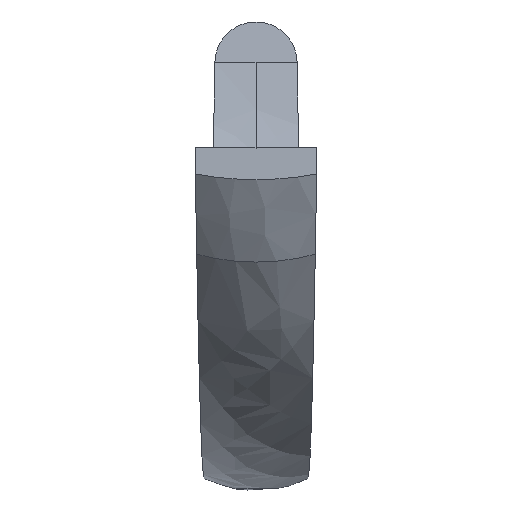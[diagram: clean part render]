
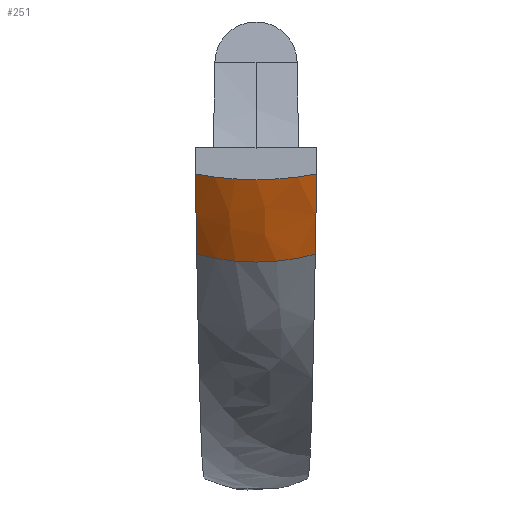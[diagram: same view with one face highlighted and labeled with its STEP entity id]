
A CAD part, top view. The second image highlights one B-rep face of the part: STEP entity #251.
In plain terms, the highlighted free-form (B-spline) face has degree [3, 3] with [5, 4] control points.
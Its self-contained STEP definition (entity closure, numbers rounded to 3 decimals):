
#24=B_SPLINE_SURFACE_WITH_KNOTS('',3,3,((#1328,#1329,#1330,#1331),(#1332,
#1333,#1334,#1335),(#1336,#1337,#1338,#1339),(#1340,#1341,#1342,#1343),
(#1344,#1345,#1346,#1347)),.UNSPECIFIED.,.F.,.F.,.F.,(4,1,4),(4,4),(-0.006,
0.409,0.964),(0.,0.182),
 .UNSPECIFIED.);
#38=B_SPLINE_CURVE_WITH_KNOTS('',3,(#1314,#1315,#1316,#1317,#1318,#1319,
#1320,#1321,#1322,#1323,#1324,#1325,#1326),.UNSPECIFIED.,.F.,.F.,(4,3,3,
3,4),(0.,0.121,0.173,0.294,0.346),
 .UNSPECIFIED.);
#39=B_SPLINE_CURVE_WITH_KNOTS('',3,(#1349,#1350,#1351,#1352,#1353,#1354,
#1355,#1356,#1357,#1358,#1359,#1360,#1361),.UNSPECIFIED.,.F.,.F.,(4,3,3,
3,4),(-0.346,-0.225,-0.173,-0.052,
0.),.UNSPECIFIED.);
#84=FACE_OUTER_BOUND('',#100,.T.);
#100=EDGE_LOOP('',(#220,#221,#222,#223));
#110=CIRCLE('',#284,4.884);
#111=CIRCLE('',#285,4.937);
#124=VERTEX_POINT('',#536);
#126=VERTEX_POINT('',#872);
#131=VERTEX_POINT('',#1313);
#132=VERTEX_POINT('',#1348);
#153=EDGE_CURVE('',#124,#126,#110,.T.);
#162=EDGE_CURVE('',#131,#124,#38,.T.);
#164=EDGE_CURVE('',#132,#126,#39,.T.);
#165=EDGE_CURVE('',#132,#131,#111,.T.);
#220=ORIENTED_EDGE('',*,*,#153,.T.);
#221=ORIENTED_EDGE('',*,*,#164,.F.);
#222=ORIENTED_EDGE('',*,*,#165,.T.);
#223=ORIENTED_EDGE('',*,*,#162,.T.);
#251=ADVANCED_FACE('',(#84),#24,.T.);
#284=AXIS2_PLACEMENT_3D('',#1003,#314,#315);
#285=AXIS2_PLACEMENT_3D('',#1362,#321,#322);
#314=DIRECTION('center_axis',(0.,0.84,0.543));
#315=DIRECTION('ref_axis',(0.461,-0.482,0.745));
#321=DIRECTION('center_axis',(0.,-0.924,-0.382));
#322=DIRECTION('ref_axis',(0.461,-0.339,0.82));
#536=CARTESIAN_POINT('',(-2.25,13.851,-13.697));
#872=CARTESIAN_POINT('',(2.25,13.851,-13.697));
#1003=CARTESIAN_POINT('Origin',(0.,16.207,-17.337));
#1313=CARTESIAN_POINT('',(-2.302,16.898,-12.062));
#1314=CARTESIAN_POINT('Ctrl Pts',(-2.302,16.898,-12.062));
#1315=CARTESIAN_POINT('Ctrl Pts',(-2.296,16.526,-12.22));
#1316=CARTESIAN_POINT('Ctrl Pts',(-2.29,16.16,-12.39));
#1317=CARTESIAN_POINT('Ctrl Pts',(-2.284,15.799,-12.571));
#1318=CARTESIAN_POINT('Ctrl Pts',(-2.281,15.644,-12.649));
#1319=CARTESIAN_POINT('Ctrl Pts',(-2.279,15.49,-12.728));
#1320=CARTESIAN_POINT('Ctrl Pts',(-2.276,15.337,-12.81));
#1321=CARTESIAN_POINT('Ctrl Pts',(-2.27,14.982,-13.001));
#1322=CARTESIAN_POINT('Ctrl Pts',(-2.264,14.632,-13.203));
#1323=CARTESIAN_POINT('Ctrl Pts',(-2.258,14.29,-13.416));
#1324=CARTESIAN_POINT('Ctrl Pts',(-2.255,14.142,-13.508));
#1325=CARTESIAN_POINT('Ctrl Pts',(-2.253,13.996,-13.601));
#1326=CARTESIAN_POINT('Ctrl Pts',(-2.25,13.851,-13.697));
#1328=CARTESIAN_POINT('Ctrl Pts',(2.302,16.898,-12.062));
#1329=CARTESIAN_POINT('Ctrl Pts',(2.294,15.837,-12.518));
#1330=CARTESIAN_POINT('Ctrl Pts',(2.286,14.818,-13.07));
#1331=CARTESIAN_POINT('Ctrl Pts',(2.278,13.859,-13.709));
#1332=CARTESIAN_POINT('Ctrl Pts',(1.697,16.776,-11.767));
#1333=CARTESIAN_POINT('Ctrl Pts',(1.691,15.697,-12.232));
#1334=CARTESIAN_POINT('Ctrl Pts',(1.685,14.662,-12.794));
#1335=CARTESIAN_POINT('Ctrl Pts',(1.679,13.688,-13.444));
#1336=CARTESIAN_POINT('Ctrl Pts',(0.127,16.605,-11.354));
#1337=CARTESIAN_POINT('Ctrl Pts',(0.127,15.502,-11.83));
#1338=CARTESIAN_POINT('Ctrl Pts',(0.126,14.443,-12.406));
#1339=CARTESIAN_POINT('Ctrl Pts',(0.126,13.447,-13.072));
#1340=CARTESIAN_POINT('Ctrl Pts',(-1.495,16.736,-11.669));
#1341=CARTESIAN_POINT('Ctrl Pts',(-1.49,15.651,-12.136));
#1342=CARTESIAN_POINT('Ctrl Pts',(-1.485,14.61,-12.701));
#1343=CARTESIAN_POINT('Ctrl Pts',(-1.479,13.631,-13.356));
#1344=CARTESIAN_POINT('Ctrl Pts',(-2.302,16.898,-12.062));
#1345=CARTESIAN_POINT('Ctrl Pts',(-2.294,15.837,-12.518));
#1346=CARTESIAN_POINT('Ctrl Pts',(-2.286,14.818,-13.07));
#1347=CARTESIAN_POINT('Ctrl Pts',(-2.278,13.859,-13.709));
#1348=CARTESIAN_POINT('',(2.302,16.898,-12.062));
#1349=CARTESIAN_POINT('Ctrl Pts',(2.302,16.898,-12.062));
#1350=CARTESIAN_POINT('Ctrl Pts',(2.296,16.527,-12.22));
#1351=CARTESIAN_POINT('Ctrl Pts',(2.29,16.16,-12.39));
#1352=CARTESIAN_POINT('Ctrl Pts',(2.284,15.799,-12.571));
#1353=CARTESIAN_POINT('Ctrl Pts',(2.281,15.644,-12.648));
#1354=CARTESIAN_POINT('Ctrl Pts',(2.279,15.49,-12.728));
#1355=CARTESIAN_POINT('Ctrl Pts',(2.276,15.337,-12.811));
#1356=CARTESIAN_POINT('Ctrl Pts',(2.27,14.982,-13.001));
#1357=CARTESIAN_POINT('Ctrl Pts',(2.264,14.633,-13.203));
#1358=CARTESIAN_POINT('Ctrl Pts',(2.258,14.291,-13.415));
#1359=CARTESIAN_POINT('Ctrl Pts',(2.255,14.143,-13.507));
#1360=CARTESIAN_POINT('Ctrl Pts',(2.253,13.997,-13.601));
#1361=CARTESIAN_POINT('Ctrl Pts',(2.25,13.851,-13.697));
#1362=CARTESIAN_POINT('Origin',(0.,18.568,-16.098));
